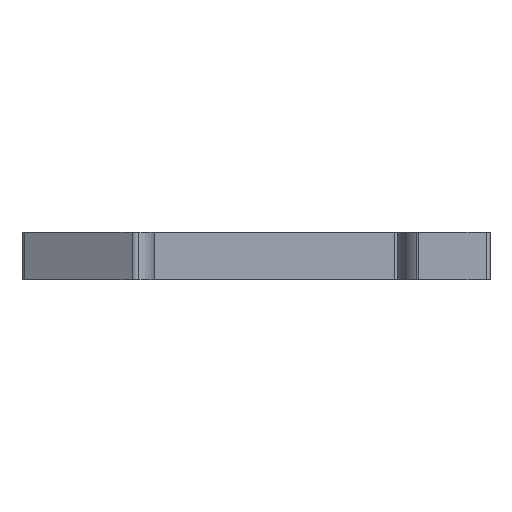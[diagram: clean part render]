
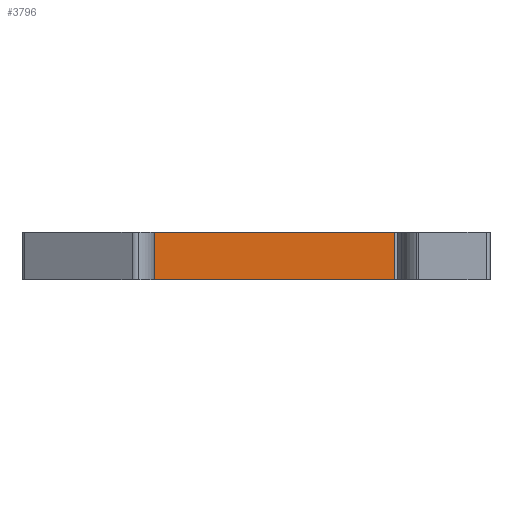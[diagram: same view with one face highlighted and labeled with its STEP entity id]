
A CAD part, front view. The second image highlights one B-rep face of the part: STEP entity #3796.
In plain terms, the highlighted planar face has unit normal (0, -1, 0).
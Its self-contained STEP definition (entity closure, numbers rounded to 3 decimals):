
#64 = CARTESIAN_POINT ( 'NONE',  ( 0., -29.5, 6.2 ) ) ;
#141 = EDGE_CURVE ( 'NONE', #3821, #1189, #5779, .T. ) ;
#171 = CARTESIAN_POINT ( 'NONE',  ( -14.25, -29.5, 6.2 ) ) ;
#278 = AXIS2_PLACEMENT_3D ( 'NONE', #2979, #2104, #1655 ) ;
#386 = VECTOR ( 'NONE', #2491, 1000. ) ;
#584 = VECTOR ( 'NONE', #1804, 1000. ) ;
#1131 = CARTESIAN_POINT ( 'NONE',  ( 0., -29.5, 0. ) ) ;
#1189 = VERTEX_POINT ( 'NONE', #1424 ) ;
#1424 = CARTESIAN_POINT ( 'NONE',  ( 18.229, -29.5, 6.2 ) ) ;
#1655 = DIRECTION ( 'NONE',  ( 0., 0., 1. ) ) ;
#1804 = DIRECTION ( 'NONE',  ( 1., 0., 0. ) ) ;
#2104 = DIRECTION ( 'NONE',  ( 0., 1., 0. ) ) ;
#2157 = ORIENTED_EDGE ( 'NONE', *, *, #5691, .F. ) ;
#2236 = CARTESIAN_POINT ( 'NONE',  ( -14.25, -29.5, 0. ) ) ;
#2258 = CARTESIAN_POINT ( 'NONE',  ( 18.229, -29.5, 0. ) ) ;
#2491 = DIRECTION ( 'NONE',  ( 0., 0., -1. ) ) ;
#2538 = LINE ( 'NONE', #1131, #3871 ) ;
#2912 = VERTEX_POINT ( 'NONE', #2236 ) ;
#2927 = VERTEX_POINT ( 'NONE', #2258 ) ;
#2979 = CARTESIAN_POINT ( 'NONE',  ( 0., -29.5, 6.2 ) ) ;
#3132 = ORIENTED_EDGE ( 'NONE', *, *, #5213, .T. ) ;
#3246 = CARTESIAN_POINT ( 'NONE',  ( 18.229, -29.5, 6.2 ) ) ;
#3343 = EDGE_LOOP ( 'NONE', ( #3132, #2157, #5753, #4839 ) ) ;
#3709 = VECTOR ( 'NONE', #5526, 1000. ) ;
#3720 = LINE ( 'NONE', #171, #386 ) ;
#3796 = ADVANCED_FACE ( 'NONE', ( #5466 ), #5688, .F. ) ;
#3821 = VERTEX_POINT ( 'NONE', #3894 ) ;
#3871 = VECTOR ( 'NONE', #4772, 1000. ) ;
#3894 = CARTESIAN_POINT ( 'NONE',  ( -14.25, -29.5, 6.2 ) ) ;
#4772 = DIRECTION ( 'NONE',  ( 1., 0., 0. ) ) ;
#4839 = ORIENTED_EDGE ( 'NONE', *, *, #5193, .T. ) ;
#5070 = LINE ( 'NONE', #3246, #3709 ) ;
#5193 = EDGE_CURVE ( 'NONE', #3821, #2912, #3720, .T. ) ;
#5213 = EDGE_CURVE ( 'NONE', #2912, #2927, #2538, .T. ) ;
#5466 = FACE_OUTER_BOUND ( 'NONE', #3343, .T. ) ;
#5526 = DIRECTION ( 'NONE',  ( 0., 0., -1. ) ) ;
#5688 = PLANE ( 'NONE',  #278 ) ;
#5691 = EDGE_CURVE ( 'NONE', #1189, #2927, #5070, .T. ) ;
#5753 = ORIENTED_EDGE ( 'NONE', *, *, #141, .F. ) ;
#5779 = LINE ( 'NONE', #64, #584 ) ;
